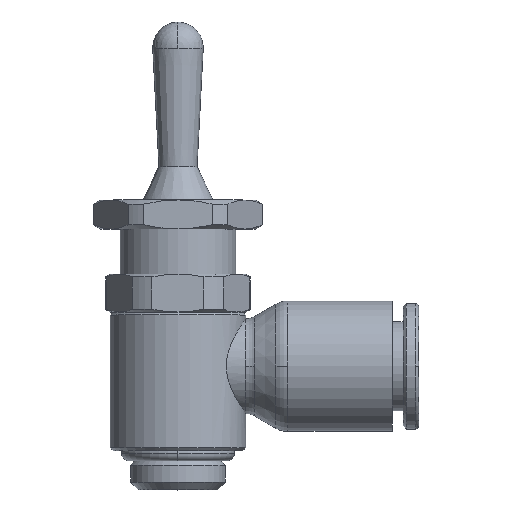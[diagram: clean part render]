
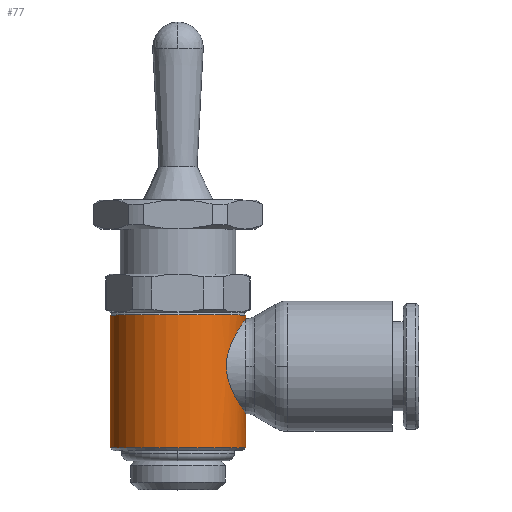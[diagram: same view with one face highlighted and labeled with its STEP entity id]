
A CAD part, top view. The second image highlights one B-rep face of the part: STEP entity #77.
In plain terms, the highlighted cylindrical face has radius 7 mm (diameter 14 mm), a partial arc.
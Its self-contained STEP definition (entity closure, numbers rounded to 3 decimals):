
#77=ADVANCED_FACE('',(#216),#217,.T.);
#216=FACE_OUTER_BOUND('',#479,.T.);
#217=CYLINDRICAL_SURFACE('',#480,7.0);
#479=EDGE_LOOP('',(#805,#806,#807,#808,#809,#810));
#480=AXIS2_PLACEMENT_3D('',#811,#812,#813);
#805=ORIENTED_EDGE('',*,*,#1727,.F.);
#806=ORIENTED_EDGE('',*,*,#1728,.T.);
#807=ORIENTED_EDGE('',*,*,#1729,.F.);
#808=ORIENTED_EDGE('',*,*,#1730,.T.);
#809=ORIENTED_EDGE('',*,*,#1731,.F.);
#810=ORIENTED_EDGE('',*,*,#1724,.F.);
#811=CARTESIAN_POINT('',(0.0,11.225,0.0));
#812=DIRECTION('',(0.0,1.0,0.0));
#813=DIRECTION('',(-1.0,0.0,0.0));
#1724=EDGE_CURVE('',#2048,#2051,#2052,.T.);
#1727=EDGE_CURVE('',#2056,#2048,#2057,.T.);
#1728=EDGE_CURVE('',#2056,#2058,#2059,.T.);
#1729=EDGE_CURVE('',#2060,#2058,#2061,.T.);
#1730=EDGE_CURVE('',#2060,#2062,#2063,.T.);
#1731=EDGE_CURVE('',#2051,#2062,#2064,.T.);
#2048=VERTEX_POINT('',#2535);
#2051=VERTEX_POINT('',#2539);
#2052=CIRCLE('',#2540,7.0);
#2056=VERTEX_POINT('',#2545);
#2057=LINE('',#2546,#2547);
#2058=VERTEX_POINT('',#2548);
#2059=CIRCLE('',#2549,7.0);
#2060=VERTEX_POINT('',#2550);
#2061=LINE('',#2551,#2552);
#2062=VERTEX_POINT('',#2553);
#2063=B_SPLINE_CURVE_WITH_KNOTS('',3,(#2554,#2555,#2556,#2557,#2558,#2559,#2560,#2561,#2562,#2563,#2564,#2565,#2566,#2567,#2568,#2569,#2570,#2571,#2572,#2573,#2574,#2575,#2576,#2577,#2578,#2579,#2580,#2581,#2582,#2583,#2584,#2585,#2586,#2587),.UNSPECIFIED.,.F.,.F.,(4,2,2,2,2,2,2,2,2,2,2,2,2,2,2,2,4),(7.735,8.694,9.654,10.614,11.574,12.548,13.521,14.495,15.469,16.443,17.417,18.39,19.364,20.324,21.284,22.244,23.204),.UNSPECIFIED.);
#2064=LINE('',#2588,#2589);
#2535=CARTESIAN_POINT('',(-7.0,18.1,0.0));
#2539=CARTESIAN_POINT('',(7.0,18.1,0.));
#2540=AXIS2_PLACEMENT_3D('',#3688,#3689,#3690);
#2545=CARTESIAN_POINT('',(-7.0,4.35,0.0));
#2546=CARTESIAN_POINT('',(-7.0,11.225,0.));
#2547=VECTOR('',#3695,1.0);
#2548=CARTESIAN_POINT('',(7.0,4.35,0.));
#2549=AXIS2_PLACEMENT_3D('',#3696,#3697,#3698);
#2550=CARTESIAN_POINT('',(7.0,7.9,0.));
#2551=CARTESIAN_POINT('',(7.0,11.225,0.));
#2552=VECTOR('',#3699,1.0);
#2553=CARTESIAN_POINT('',(7.0,17.7,0.));
#2554=CARTESIAN_POINT('',(7.0,7.9,0.));
#2555=CARTESIAN_POINT('',(7.0,7.9,0.32));
#2556=CARTESIAN_POINT('',(6.978,7.932,0.647));
#2557=CARTESIAN_POINT('',(6.888,8.062,1.291));
#2558=CARTESIAN_POINT('',(6.82,8.16,1.608));
#2559=CARTESIAN_POINT('',(6.65,8.414,2.209));
#2560=CARTESIAN_POINT('',(6.547,8.57,2.494));
#2561=CARTESIAN_POINT('',(6.323,8.926,3.017));
#2562=CARTESIAN_POINT('',(6.202,9.125,3.255));
#2563=CARTESIAN_POINT('',(5.961,9.548,3.678));
#2564=CARTESIAN_POINT('',(5.832,9.788,3.878));
#2565=CARTESIAN_POINT('',(5.58,10.311,4.232));
#2566=CARTESIAN_POINT('',(5.457,10.594,4.387));
#2567=CARTESIAN_POINT('',(5.244,11.191,4.639));
#2568=CARTESIAN_POINT('',(5.154,11.505,4.737));
#2569=CARTESIAN_POINT('',(5.032,12.147,4.867));
#2570=CARTESIAN_POINT('',(4.999,12.475,4.9));
#2571=CARTESIAN_POINT('',(4.999,13.125,4.9));
#2572=CARTESIAN_POINT('',(5.032,13.453,4.867));
#2573=CARTESIAN_POINT('',(5.154,14.095,4.737));
#2574=CARTESIAN_POINT('',(5.244,14.409,4.639));
#2575=CARTESIAN_POINT('',(5.457,15.006,4.387));
#2576=CARTESIAN_POINT('',(5.58,15.289,4.232));
#2577=CARTESIAN_POINT('',(5.832,15.812,3.878));
#2578=CARTESIAN_POINT('',(5.961,16.052,3.678));
#2579=CARTESIAN_POINT('',(6.202,16.475,3.255));
#2580=CARTESIAN_POINT('',(6.323,16.674,3.017));
#2581=CARTESIAN_POINT('',(6.547,17.03,2.494));
#2582=CARTESIAN_POINT('',(6.65,17.186,2.209));
#2583=CARTESIAN_POINT('',(6.82,17.44,1.608));
#2584=CARTESIAN_POINT('',(6.888,17.538,1.291));
#2585=CARTESIAN_POINT('',(6.978,17.668,0.647));
#2586=CARTESIAN_POINT('',(7.0,17.7,0.32));
#2587=CARTESIAN_POINT('',(7.0,17.7,0.));
#2588=CARTESIAN_POINT('',(7.0,11.225,0.));
#2589=VECTOR('',#3700,1.0);
#3688=CARTESIAN_POINT('',(0.0,18.1,0.0));
#3689=DIRECTION('',(0.0,1.0,0.0));
#3690=DIRECTION('',(-1.0,0.0,0.0));
#3695=DIRECTION('',(0.0,1.0,0.0));
#3696=CARTESIAN_POINT('',(0.0,4.35,0.0));
#3697=DIRECTION('',(0.0,1.0,0.0));
#3698=DIRECTION('',(-1.0,0.0,0.0));
#3699=DIRECTION('',(-0.0,-1.0,-0.0));
#3700=DIRECTION('',(-0.0,-1.0,-0.0));
